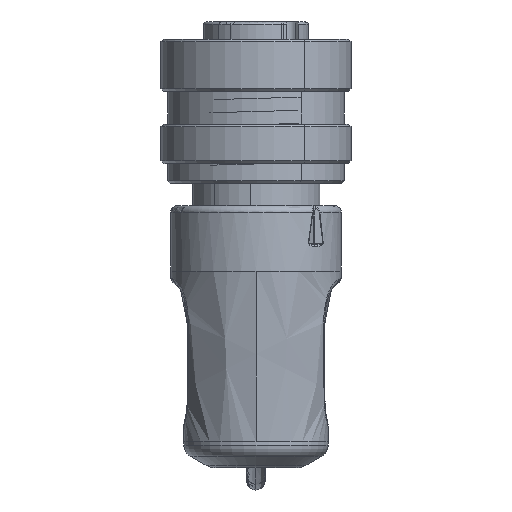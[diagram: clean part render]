
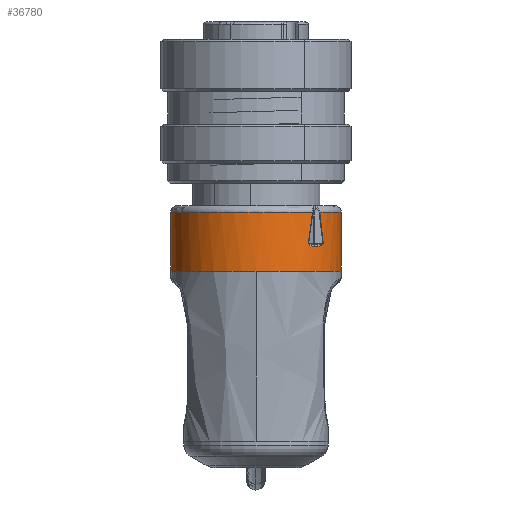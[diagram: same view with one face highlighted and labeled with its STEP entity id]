
A CAD part, left-side view. The second image highlights one B-rep face of the part: STEP entity #36780.
In plain terms, the highlighted cylindrical face has radius 6.5 mm (diameter 13 mm), a partial arc.
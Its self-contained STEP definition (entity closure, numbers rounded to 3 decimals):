
#1515 = AXIS2_PLACEMENT_3D ( 'NONE', #37004, #34980, #109608 ) ;
#3743 = ORIENTED_EDGE ( 'NONE', *, *, #30159, .T. ) ;
#4222 = CARTESIAN_POINT ( 'NONE',  ( 0., 0., 6.5 ) ) ;
#9388 = CARTESIAN_POINT ( 'NONE',  ( 2.89, 3.987, -5.134 ) ) ;
#11150 = VECTOR ( 'NONE', #46778, 1000. ) ;
#13373 = CARTESIAN_POINT ( 'NONE',  ( 3.1, 4.802, -4.383 ) ) ;
#14842 = CARTESIAN_POINT ( 'NONE',  ( 3.1, 4.469, -4.72 ) ) ;
#15190 = AXIS2_PLACEMENT_3D ( 'NONE', #47719, #28890, #26112 ) ;
#16639 = CIRCLE ( 'NONE', #94627, 6.5 ) ;
#17469 = ORIENTED_EDGE ( 'NONE', *, *, #53974, .T. ) ;
#18129 = DIRECTION ( 'NONE',  ( -1., 0., 0. ) ) ;
#18218 = VERTEX_POINT ( 'NONE', #22642 ) ;
#19665 = CARTESIAN_POINT ( 'NONE',  ( 3.059, 4.16, -4.995 ) ) ;
#20362 = CARTESIAN_POINT ( 'NONE',  ( 3.1, 4.469, -4.72 ) ) ;
#21722 = CARTESIAN_POINT ( 'NONE',  ( 3.006, 4.052, -5.083 ) ) ;
#21781 = CARTESIAN_POINT ( 'NONE',  ( 2.99, 5.099, -4.032 ) ) ;
#21843 = CARTESIAN_POINT ( 'NONE',  ( 0.896, 4.246, -4.923 ) ) ;
#22140 = CARTESIAN_POINT ( 'NONE',  ( 0., 0., 0. ) ) ;
#22642 = CARTESIAN_POINT ( 'NONE',  ( 5., 0., -6.5 ) ) ;
#22773 = EDGE_LOOP ( 'NONE', ( #116711, #134981, #53352, #3743, #62915, #122399, #95794, #17469, #29753, #41472, #104642 ) ) ;
#26112 = DIRECTION ( 'NONE',  ( 0., 0., 1. ) ) ;
#28890 = DIRECTION ( 'NONE',  ( 1., 0., 0. ) ) ;
#29753 = ORIENTED_EDGE ( 'NONE', *, *, #126875, .T. ) ;
#30159 = EDGE_CURVE ( 'NONE', #110952, #58933, #57246, .T. ) ;
#30560 = DIRECTION ( 'NONE',  ( 0., 0., 1. ) ) ;
#31584 = CARTESIAN_POINT ( 'NONE',  ( 2.949, 5.125, -3.998 ) ) ;
#31924 = FACE_OUTER_BOUND ( 'NONE', #22773, .T. ) ;
#33828 = EDGE_CURVE ( 'NONE', #125784, #83013, #57215, .T. ) ;
#34980 = DIRECTION ( 'NONE',  ( 1., 0., 0. ) ) ;
#35743 = CARTESIAN_POINT ( 'NONE',  ( 0.897, 4.916, -4.253 ) ) ;
#36780 = ADVANCED_FACE ( 'NONE', ( #31924 ), #117723, .T. ) ;
#37004 = CARTESIAN_POINT ( 'NONE',  ( 0.5, 0., 0. ) ) ;
#40187 = DIRECTION ( 'NONE',  ( -1., 0., 0. ) ) ;
#41008 = AXIS2_PLACEMENT_3D ( 'NONE', #134360, #72253, #61778 ) ;
#41472 = ORIENTED_EDGE ( 'NONE', *, *, #134722, .T. ) ;
#43639 = VERTEX_POINT ( 'NONE', #67500 ) ;
#43747 = VERTEX_POINT ( 'NONE', #86367 ) ;
#44140 = CARTESIAN_POINT ( 'NONE',  ( 0.5, 4.307, -4.868 ) ) ;
#46778 = DIRECTION ( 'NONE',  ( -1., 0., 0. ) ) ;
#47719 = CARTESIAN_POINT ( 'NONE',  ( 3.1, 0., 0. ) ) ;
#51046 = CARTESIAN_POINT ( 'NONE',  ( 2.991, 4.031, -5.099 ) ) ;
#53352 = ORIENTED_EDGE ( 'NONE', *, *, #129343, .T. ) ;
#53914 = CARTESIAN_POINT ( 'NONE',  ( 2.09, 4.079, -5.062 ) ) ;
#53974 = EDGE_CURVE ( 'NONE', #112205, #43747, #62862, .T. ) ;
#55909 = CARTESIAN_POINT ( 'NONE',  ( 3.059, 4.994, -4.161 ) ) ;
#57215 = LINE ( 'NONE', #4222, #11150 ) ;
#57246 = CIRCLE ( 'NONE', #1515, 6.5 ) ;
#58485 = CARTESIAN_POINT ( 'NONE',  ( 5., 0., 6.5 ) ) ;
#58933 = VERTEX_POINT ( 'NONE', #109347 ) ;
#59711 = DIRECTION ( 'NONE',  ( 0., 0., 1. ) ) ;
#61012 = CIRCLE ( 'NONE', #41008, 6.5 ) ;
#61778 = DIRECTION ( 'NONE',  ( 0., 0., -1. ) ) ;
#62073 = AXIS2_PLACEMENT_3D ( 'NONE', #115594, #62564, #137229 ) ;
#62564 = DIRECTION ( 'NONE',  ( -1., 0., 0. ) ) ;
#62862 = B_SPLINE_CURVE_WITH_KNOTS ( 'NONE', 3,
 ( #106886, #13373, #74135, #55909, #98451, #87997, #21781, #31584, #116703, #95706 ),
 .UNSPECIFIED., .F., .F.,
 ( 4, 2, 2, 2, 4 ),
 ( 0., 0., 0.001, 0.001, 0.001 ),
 .UNSPECIFIED. ) ;
#62915 = ORIENTED_EDGE ( 'NONE', *, *, #93665, .T. ) ;
#64254 = CARTESIAN_POINT ( 'NONE',  ( 3.044, 4.116, -5.031 ) ) ;
#64384 = CARTESIAN_POINT ( 'NONE',  ( 1.293, 4.186, -4.973 ) ) ;
#65570 = CARTESIAN_POINT ( 'NONE',  ( 0.5, 4.864, -4.312 ) ) ;
#67500 = CARTESIAN_POINT ( 'NONE',  ( 5., 6.5, 0. ) ) ;
#72253 = DIRECTION ( 'NONE',  ( 1., 0., 0. ) ) ;
#72690 = CARTESIAN_POINT ( 'NONE',  ( 2.92, 3.984, -5.136 ) ) ;
#73509 = CARTESIAN_POINT ( 'NONE',  ( 2.489, 4.03, -5.1 ) ) ;
#74068 = CARTESIAN_POINT ( 'NONE',  ( 3.1, 4.382, -4.802 ) ) ;
#74135 = CARTESIAN_POINT ( 'NONE',  ( 3.093, 4.881, -4.294 ) ) ;
#77625 = CARTESIAN_POINT ( 'NONE',  ( 2.09, 5.057, -4.085 ) ) ;
#77863 = EDGE_CURVE ( 'NONE', #125784, #43639, #99885, .T. ) ;
#82320 = CARTESIAN_POINT ( 'NONE',  ( 0., 0., -6.5 ) ) ;
#82949 = CARTESIAN_POINT ( 'NONE',  ( 0.5, 0., 6.5 ) ) ;
#83013 = VERTEX_POINT ( 'NONE', #82949 ) ;
#84960 = B_SPLINE_CURVE_WITH_KNOTS ( 'NONE', 3,
 ( #44140, #21843, #64384, #53914, #73509, #96443 ),
 .UNSPECIFIED., .F., .F.,
 ( 4, 2, 4 ),
 ( 0., 0.001, 0.002 ),
 .UNSPECIFIED. ) ;
#85502 = CARTESIAN_POINT ( 'NONE',  ( 0.5, 0., -6.5 ) ) ;
#86367 = CARTESIAN_POINT ( 'NONE',  ( 2.889, 5.133, -3.988 ) ) ;
#86805 = VERTEX_POINT ( 'NONE', #9388 ) ;
#87997 = CARTESIAN_POINT ( 'NONE',  ( 3.006, 5.082, -4.052 ) ) ;
#88722 = CARTESIAN_POINT ( 'NONE',  ( 1.294, 4.966, -4.194 ) ) ;
#90812 = EDGE_CURVE ( 'NONE', #131141, #112205, #121900, .T. ) ;
#93665 = EDGE_CURVE ( 'NONE', #58933, #86805, #84960, .T. ) ;
#94627 = AXIS2_PLACEMENT_3D ( 'NONE', #123962, #40187, #59711 ) ;
#95706 = CARTESIAN_POINT ( 'NONE',  ( 2.889, 5.133, -3.988 ) ) ;
#95794 = ORIENTED_EDGE ( 'NONE', *, *, #90812, .T. ) ;
#96443 = CARTESIAN_POINT ( 'NONE',  ( 2.89, 3.987, -5.134 ) ) ;
#98451 = CARTESIAN_POINT ( 'NONE',  ( 3.044, 5.031, -4.116 ) ) ;
#99885 = CIRCLE ( 'NONE', #62073, 6.5 ) ;
#104461 = VECTOR ( 'NONE', #18129, 1000. ) ;
#104642 = ORIENTED_EDGE ( 'NONE', *, *, #33828, .F. ) ;
#104759 = CARTESIAN_POINT ( 'NONE',  ( 2.89, 3.987, -5.134 ) ) ;
#106536 = DIRECTION ( 'NONE',  ( -1., 0., 0. ) ) ;
#106886 = CARTESIAN_POINT ( 'NONE',  ( 3.1, 4.72, -4.469 ) ) ;
#107728 = AXIS2_PLACEMENT_3D ( 'NONE', #22140, #106536, #30560 ) ;
#108331 = CARTESIAN_POINT ( 'NONE',  ( 2.889, 5.133, -3.988 ) ) ;
#109347 = CARTESIAN_POINT ( 'NONE',  ( 0.5, 4.307, -4.868 ) ) ;
#109608 = DIRECTION ( 'NONE',  ( 0., 0., -1. ) ) ;
#110952 = VERTEX_POINT ( 'NONE', #85502 ) ;
#112205 = VERTEX_POINT ( 'NONE', #116993 ) ;
#114399 = B_SPLINE_CURVE_WITH_KNOTS ( 'NONE', 3,
 ( #108331, #130660, #77625, #88722, #35743, #120197 ),
 .UNSPECIFIED., .F., .F.,
 ( 4, 2, 4 ),
 ( 0., 0.001, 0.002 ),
 .UNSPECIFIED. ) ;
#115249 = CARTESIAN_POINT ( 'NONE',  ( 2.949, 3.997, -5.126 ) ) ;
#115594 = CARTESIAN_POINT ( 'NONE',  ( 5., 0., 0. ) ) ;
#116703 = CARTESIAN_POINT ( 'NONE',  ( 2.92, 5.136, -3.984 ) ) ;
#116711 = ORIENTED_EDGE ( 'NONE', *, *, #77863, .T. ) ;
#116993 = CARTESIAN_POINT ( 'NONE',  ( 3.1, 4.72, -4.469 ) ) ;
#117723 = CYLINDRICAL_SURFACE ( 'NONE', #107728, 6.5 ) ;
#118875 = VERTEX_POINT ( 'NONE', #65570 ) ;
#119774 = EDGE_CURVE ( 'NONE', #43639, #18218, #16639, .T. ) ;
#120197 = CARTESIAN_POINT ( 'NONE',  ( 0.5, 4.864, -4.312 ) ) ;
#121900 = CIRCLE ( 'NONE', #15190, 6.5 ) ;
#122399 = ORIENTED_EDGE ( 'NONE', *, *, #123012, .T. ) ;
#123012 = EDGE_CURVE ( 'NONE', #86805, #131141, #135202, .T. ) ;
#123962 = CARTESIAN_POINT ( 'NONE',  ( 5., 0., 0. ) ) ;
#125784 = VERTEX_POINT ( 'NONE', #58485 ) ;
#126875 = EDGE_CURVE ( 'NONE', #43747, #118875, #114399, .T. ) ;
#129343 = EDGE_CURVE ( 'NONE', #18218, #110952, #135333, .T. ) ;
#130660 = CARTESIAN_POINT ( 'NONE',  ( 2.489, 5.097, -4.034 ) ) ;
#131141 = VERTEX_POINT ( 'NONE', #14842 ) ;
#134360 = CARTESIAN_POINT ( 'NONE',  ( 0.5, 0., 0. ) ) ;
#134722 = EDGE_CURVE ( 'NONE', #118875, #83013, #61012, .T. ) ;
#134981 = ORIENTED_EDGE ( 'NONE', *, *, #119774, .T. ) ;
#135202 = B_SPLINE_CURVE_WITH_KNOTS ( 'NONE', 3,
 ( #104759, #72690, #115249, #51046, #21722, #64254, #19665, #136174, #74068, #20362 ),
 .UNSPECIFIED., .F., .F.,
 ( 4, 2, 2, 2, 4 ),
 ( 0., 0., 0., 0., 0.001 ),
 .UNSPECIFIED. ) ;
#135333 = LINE ( 'NONE', #82320, #104461 ) ;
#136174 = CARTESIAN_POINT ( 'NONE',  ( 3.093, 4.293, -4.882 ) ) ;
#137229 = DIRECTION ( 'NONE',  ( 0., 0., 1. ) ) ;
